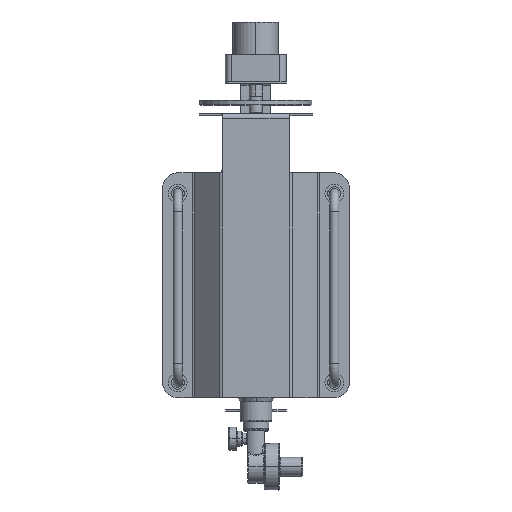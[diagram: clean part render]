
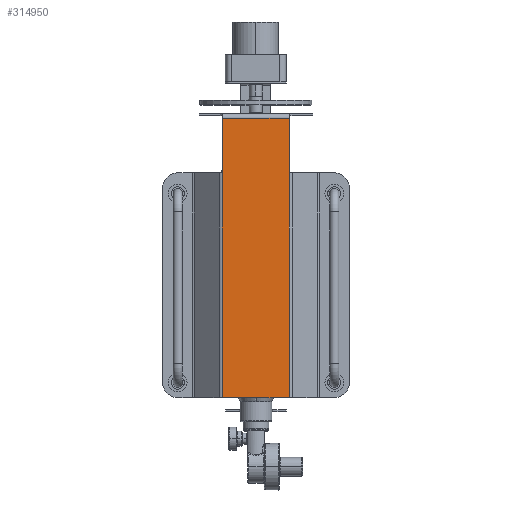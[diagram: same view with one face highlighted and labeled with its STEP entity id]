
A CAD part, top view. The second image highlights one B-rep face of the part: STEP entity #314950.
In plain terms, the highlighted planar face has unit normal (0, 0, 1).
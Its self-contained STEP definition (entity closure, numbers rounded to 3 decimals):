
#301040=CARTESIAN_POINT('',(5.24,238.164,57.734));
#301050=VERTEX_POINT('',#301040);
#301080=CARTESIAN_POINT('',(-30.772,238.164,57.734));
#301090=DIRECTION('',(1.,0.,0.));
#301100=VECTOR('',#301090,1.);
#301110=LINE('',#301080,#301100);
#301120=CARTESIAN_POINT('',(-66.426,238.164,57.734));
#301130=VERTEX_POINT('',#301120);
#301140=EDGE_CURVE('',#301130,#301050,#301110,.T.);
#303340=CARTESIAN_POINT('',(-66.426,-2.836,
57.734));
#303350=VERTEX_POINT('',#303340);
#305650=CARTESIAN_POINT('',(5.24,-2.836,
57.734));
#305660=VERTEX_POINT('',#305650);
#305690=CARTESIAN_POINT('',(5.24,253.164,57.734));
#305700=DIRECTION('',(0.,-1.,0.));
#305710=VECTOR('',#305700,1.);
#305720=LINE('',#305690,#305710);
#305730=EDGE_CURVE('',#301050,#305660,#305720,.T.);
#307580=CARTESIAN_POINT('',(-66.426,253.164,57.734));
#307590=DIRECTION('',(0.,1.,0.));
#307600=VECTOR('',#307590,1.);
#307610=LINE('',#307580,#307600);
#307620=EDGE_CURVE('',#303350,#301130,#307610,.T.);
#310550=CARTESIAN_POINT('',(-66.426,253.164,57.734))
;
#310560=DIRECTION('',(0.,-1.,-0.));
#310570=VECTOR('',#310560,1.);
#310580=LINE('',#310550,#310570);
#310590=CARTESIAN_POINT('',(-66.426,-61.336,57.734));
#310600=VERTEX_POINT('',#310590);
#310610=EDGE_CURVE('',#303350,#310600,#310580,.T.);
#314220=CARTESIAN_POINT('',(5.24,-61.336,57.734));
#314230=VERTEX_POINT('',#314220);
#314260=CARTESIAN_POINT('',(5.24,253.164,57.734));
#314270=DIRECTION('',(0.,-1.,-0.));
#314280=VECTOR('',#314270,1.);
#314290=LINE('',#314260,#314280);
#314300=EDGE_CURVE('',#305660,#314230,#314290,.T.);
#314770=CARTESIAN_POINT('',(5.24,-73.336,57.734));
#314780=DIRECTION('',(0.,0.,1.));
#314790=DIRECTION('',(-1.,0.,0.));
#314800=AXIS2_PLACEMENT_3D('',#314770,#314780,#314790);
#314810=PLANE('',#314800);
#314820=ORIENTED_EDGE('',*,*,#310610,.T.);
#314830=ORIENTED_EDGE('',*,*,#307620,.F.);
#314840=ORIENTED_EDGE('',*,*,#301140,.F.);
#314850=ORIENTED_EDGE('',*,*,#305730,.F.);
#314860=ORIENTED_EDGE('',*,*,#314300,.F.);
#314870=CARTESIAN_POINT('',(-30.772,-61.336,57.734));
#314880=DIRECTION('',(1.,-0.,-0.));
#314890=VECTOR('',#314880,1.);
#314900=LINE('',#314870,#314890);
#314910=EDGE_CURVE('',#310600,#314230,#314900,.T.);
#314920=ORIENTED_EDGE('',*,*,#314910,.T.);
#314930=EDGE_LOOP('',(#314920,#314860,#314850,#314840,#314830,#314820));
#314940=FACE_OUTER_BOUND('',#314930,.T.);
#314950=ADVANCED_FACE('',(#314940),#314810,.T.);
